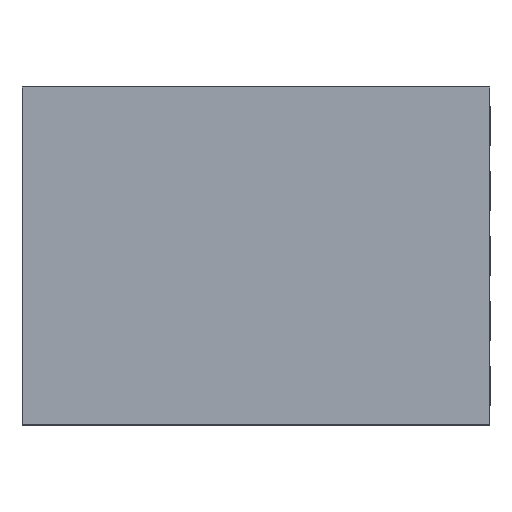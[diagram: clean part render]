
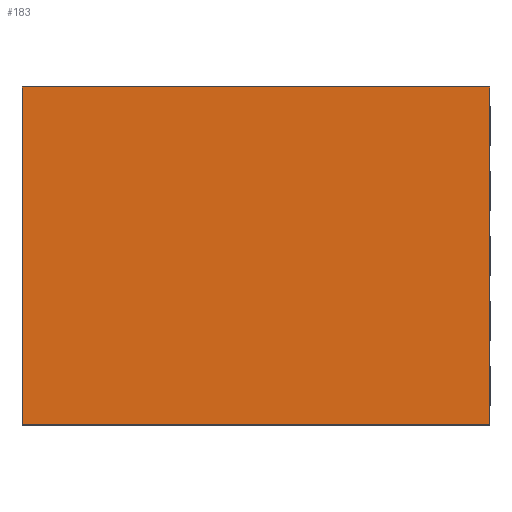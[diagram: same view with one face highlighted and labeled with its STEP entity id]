
A CAD part, top view. The second image highlights one B-rep face of the part: STEP entity #183.
In plain terms, the highlighted planar face has unit normal (0, 0, 1).
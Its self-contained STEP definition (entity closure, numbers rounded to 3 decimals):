
#54 = VERTEX_POINT('',#55);
#55 = CARTESIAN_POINT('',(-1.8,-1.3,0.6));
#61 = EDGE_CURVE('',#54,#62,#64,.T.);
#62 = VERTEX_POINT('',#63);
#63 = CARTESIAN_POINT('',(1.8,-1.3,0.6));
#64 = LINE('',#65,#66);
#65 = CARTESIAN_POINT('',(-1.8,-1.3,0.6));
#66 = VECTOR('',#67,1.);
#67 = DIRECTION('',(1.,0.,0.));
#92 = EDGE_CURVE('',#62,#93,#95,.T.);
#93 = VERTEX_POINT('',#94);
#94 = CARTESIAN_POINT('',(1.8,1.3,0.6));
#95 = LINE('',#96,#97);
#96 = CARTESIAN_POINT('',(1.8,-1.3,0.6));
#97 = VECTOR('',#98,1.);
#98 = DIRECTION('',(0.,1.,0.));
#123 = EDGE_CURVE('',#93,#124,#126,.T.);
#124 = VERTEX_POINT('',#125);
#125 = CARTESIAN_POINT('',(-1.8,1.3,0.6));
#126 = LINE('',#127,#128);
#127 = CARTESIAN_POINT('',(1.8,1.3,0.6));
#128 = VECTOR('',#129,1.);
#129 = DIRECTION('',(-1.,0.,0.));
#154 = EDGE_CURVE('',#124,#54,#155,.T.);
#155 = LINE('',#156,#157);
#156 = CARTESIAN_POINT('',(-1.8,1.3,0.6));
#157 = VECTOR('',#158,1.);
#158 = DIRECTION('',(0.,-1.,0.));
#183 = ADVANCED_FACE('',(#184),#190,.T.);
#184 = FACE_BOUND('',#185,.T.);
#185 = EDGE_LOOP('',(#186,#187,#188,#189));
#186 = ORIENTED_EDGE('',*,*,#61,.T.);
#187 = ORIENTED_EDGE('',*,*,#92,.T.);
#188 = ORIENTED_EDGE('',*,*,#123,.T.);
#189 = ORIENTED_EDGE('',*,*,#154,.T.);
#190 = PLANE('',#191);
#191 = AXIS2_PLACEMENT_3D('',#192,#193,#194);
#192 = CARTESIAN_POINT('',(0.,0.,0.6));
#193 = DIRECTION('',(0.,0.,1.));
#194 = DIRECTION('',(1.,0.,0.));
